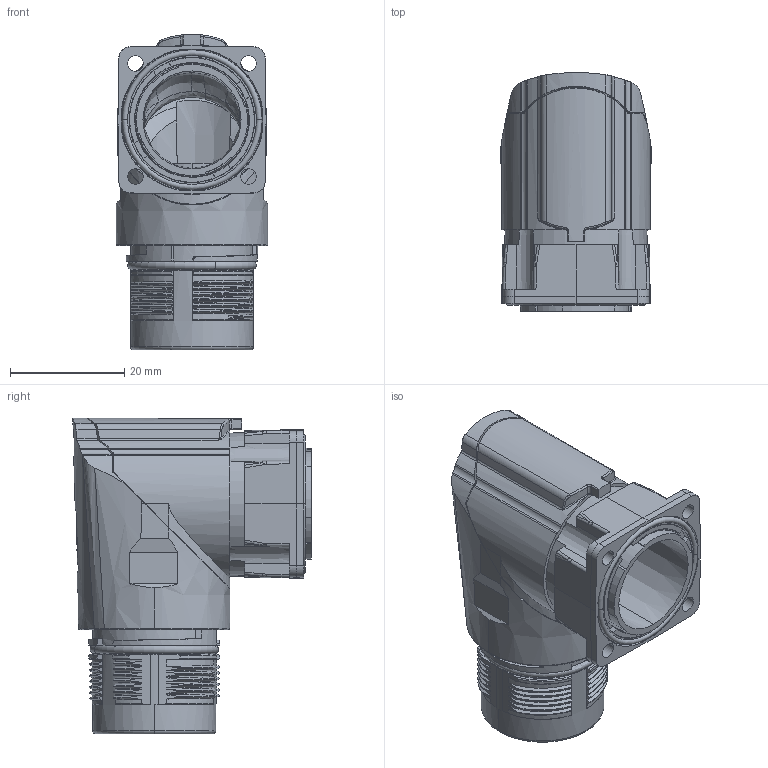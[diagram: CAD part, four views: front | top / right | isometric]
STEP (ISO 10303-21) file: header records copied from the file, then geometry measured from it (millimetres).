
FILE_DESCRIPTION((''),'2;1');
FILE_NAME('M23-MC06-BKP26-SE','2019-09-02T',('y.wang'),(''),'PRO/ENGINEER BY PARAMETRIC TECHNOLOGY CORPORATION, 2012480','PRO/ENGINEER BY PARAMETRIC TECHNOLOGY CORPORATION, 2012480','');
FILE_SCHEMA(('CONFIG_CONTROL_DESIGN'));
Length unit declared in the file: millimetre
Products named in the file (1): M23-MC06-BKP26-SE
Bounding box: 26.5 x 41.79 x 55.25 mm (x, y, z)
Volume: 20565.5 mm3; surface area: 26230.1 mm2
Topology: 1 solids, 1 shells, 2772 faces, 7847 edges, 5104 vertices
Faces by surface type: plane 1083, cylinder 753, bspline 358, cone 315, torus 179, extrusion 67, sphere 17
Entity records: 111681 total; most frequent: CARTESIAN_POINT 45021, ORIENTED_EDGE 15690, DIRECTION 11547, EDGE_CURVE 7845, VERTEX_POINT 5103, AXIS2_PLACEMENT_3D 4181, VECTOR 3185, LINE 3118
